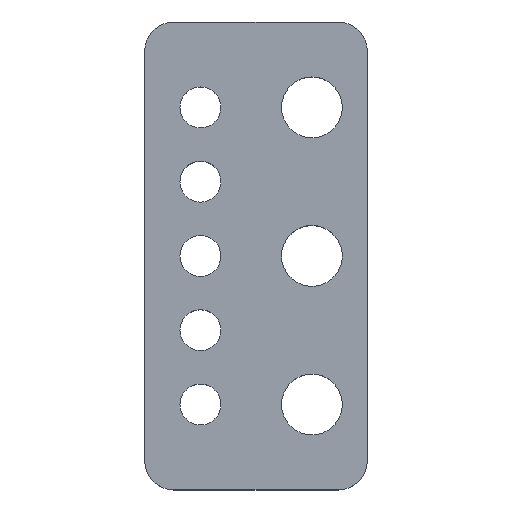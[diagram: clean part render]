
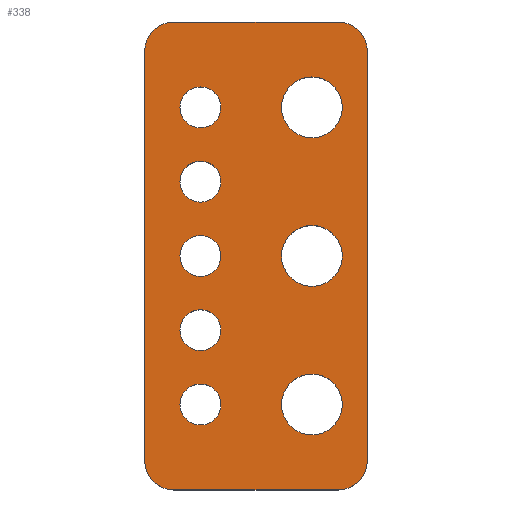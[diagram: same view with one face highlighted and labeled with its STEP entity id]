
A CAD part, top view. The second image highlights one B-rep face of the part: STEP entity #338.
In plain terms, the highlighted planar face has unit normal (0, 0, 1).
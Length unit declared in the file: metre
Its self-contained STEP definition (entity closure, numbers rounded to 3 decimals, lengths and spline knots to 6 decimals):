
#13=CIRCLE('',#356,0.0025);
#15=CIRCLE('',#360,0.0025);
#17=CIRCLE('',#364,0.0025);
#18=CIRCLE('',#367,0.0026);
#20=CIRCLE('',#370,0.00175);
#22=CIRCLE('',#373,0.0026);
#24=CIRCLE('',#376,0.0026);
#26=CIRCLE('',#379,0.00175);
#28=CIRCLE('',#382,0.00175);
#30=CIRCLE('',#385,0.00175);
#32=CIRCLE('',#388,0.00175);
#35=CIRCLE('',#392,0.0025);
#96=ORIENTED_EDGE('',*,*,#164,.F.);
#97=ORIENTED_EDGE('',*,*,#162,.F.);
#98=ORIENTED_EDGE('',*,*,#160,.F.);
#99=ORIENTED_EDGE('',*,*,#158,.F.);
#100=ORIENTED_EDGE('',*,*,#156,.F.);
#101=ORIENTED_EDGE('',*,*,#154,.F.);
#102=ORIENTED_EDGE('',*,*,#152,.F.);
#103=ORIENTED_EDGE('',*,*,#150,.F.);
#104=ORIENTED_EDGE('',*,*,#130,.F.);
#105=ORIENTED_EDGE('',*,*,#134,.T.);
#106=ORIENTED_EDGE('',*,*,#137,.F.);
#107=ORIENTED_EDGE('',*,*,#140,.T.);
#108=ORIENTED_EDGE('',*,*,#143,.T.);
#109=ORIENTED_EDGE('',*,*,#146,.T.);
#110=ORIENTED_EDGE('',*,*,#149,.T.);
#111=ORIENTED_EDGE('',*,*,#167,.T.);
#130=EDGE_CURVE('',#170,#171,#202,.T.);
#134=EDGE_CURVE('',#170,#173,#13,.T.);
#137=EDGE_CURVE('',#175,#173,#207,.T.);
#140=EDGE_CURVE('',#175,#177,#15,.T.);
#143=EDGE_CURVE('',#177,#179,#211,.T.);
#146=EDGE_CURVE('',#179,#181,#17,.T.);
#149=EDGE_CURVE('',#181,#183,#215,.T.);
#150=EDGE_CURVE('',#184,#184,#18,.T.);
#152=EDGE_CURVE('',#186,#186,#20,.T.);
#154=EDGE_CURVE('',#188,#188,#22,.T.);
#156=EDGE_CURVE('',#190,#190,#24,.T.);
#158=EDGE_CURVE('',#192,#192,#26,.T.);
#160=EDGE_CURVE('',#194,#194,#28,.T.);
#162=EDGE_CURVE('',#196,#196,#30,.T.);
#164=EDGE_CURVE('',#198,#198,#32,.T.);
#167=EDGE_CURVE('',#183,#171,#35,.T.);
#170=VERTEX_POINT('',#503);
#171=VERTEX_POINT('',#505);
#173=VERTEX_POINT('',#511);
#175=VERTEX_POINT('',#517);
#177=VERTEX_POINT('',#523);
#179=VERTEX_POINT('',#529);
#181=VERTEX_POINT('',#535);
#183=VERTEX_POINT('',#541);
#184=VERTEX_POINT('',#545);
#186=VERTEX_POINT('',#550);
#188=VERTEX_POINT('',#555);
#190=VERTEX_POINT('',#560);
#192=VERTEX_POINT('',#565);
#194=VERTEX_POINT('',#570);
#196=VERTEX_POINT('',#575);
#198=VERTEX_POINT('',#580);
#202=LINE('',#504,#218);
#207=LINE('',#518,#223);
#211=LINE('',#530,#227);
#215=LINE('',#542,#231);
#218=VECTOR('',#401,1.);
#223=VECTOR('',#414,1.);
#227=VECTOR('',#426,1.);
#231=VECTOR('',#438,1.);
#256=EDGE_LOOP('',(#96));
#257=EDGE_LOOP('',(#97));
#258=EDGE_LOOP('',(#98));
#259=EDGE_LOOP('',(#99));
#260=EDGE_LOOP('',(#100));
#261=EDGE_LOOP('',(#101));
#262=EDGE_LOOP('',(#102));
#263=EDGE_LOOP('',(#103));
#264=EDGE_LOOP('',(#104,#105,#106,#107,#108,#109,#110,#111));
#298=FACE_BOUND('',#256,.T.);
#299=FACE_BOUND('',#257,.T.);
#300=FACE_BOUND('',#258,.T.);
#301=FACE_BOUND('',#259,.T.);
#302=FACE_BOUND('',#260,.T.);
#303=FACE_BOUND('',#261,.T.);
#304=FACE_BOUND('',#262,.T.);
#305=FACE_BOUND('',#263,.T.);
#306=FACE_BOUND('',#264,.T.);
#320=PLANE('',#393);
#338=ADVANCED_FACE('',(#298,#299,#300,#301,#302,#303,#304,#305,#306),#320,
 .T.);
#356=AXIS2_PLACEMENT_3D('',#512,#408,#409);
#360=AXIS2_PLACEMENT_3D('',#524,#420,#421);
#364=AXIS2_PLACEMENT_3D('',#536,#432,#433);
#367=AXIS2_PLACEMENT_3D('',#544,#441,#442);
#370=AXIS2_PLACEMENT_3D('',#549,#447,#448);
#373=AXIS2_PLACEMENT_3D('',#554,#453,#454);
#376=AXIS2_PLACEMENT_3D('',#559,#459,#460);
#379=AXIS2_PLACEMENT_3D('',#564,#465,#466);
#382=AXIS2_PLACEMENT_3D('',#569,#471,#472);
#385=AXIS2_PLACEMENT_3D('',#574,#477,#478);
#388=AXIS2_PLACEMENT_3D('',#579,#483,#484);
#392=AXIS2_PLACEMENT_3D('',#585,#491,#492);
#393=AXIS2_PLACEMENT_3D('',#586,#493,#494);
#401=DIRECTION('',(0.,-1.,0.));
#408=DIRECTION('',(0.,0.,1.));
#409=DIRECTION('',(0.,-1.,0.));
#414=DIRECTION('',(1.,0.,0.));
#420=DIRECTION('',(0.,0.,1.));
#421=DIRECTION('',(0.,-1.,0.));
#426=DIRECTION('',(0.,-1.,0.));
#432=DIRECTION('',(0.,0.,1.));
#433=DIRECTION('',(0.,-1.,0.));
#438=DIRECTION('',(1.,0.,0.));
#441=DIRECTION('',(0.,0.,1.));
#442=DIRECTION('',(0.,-1.,0.));
#447=DIRECTION('',(0.,0.,1.));
#448=DIRECTION('',(0.,-1.,0.));
#453=DIRECTION('',(0.,0.,1.));
#454=DIRECTION('',(0.,-1.,0.));
#459=DIRECTION('',(0.,0.,1.));
#460=DIRECTION('',(0.,-1.,0.));
#465=DIRECTION('',(0.,0.,1.));
#466=DIRECTION('',(0.,-1.,0.));
#471=DIRECTION('',(0.,0.,1.));
#472=DIRECTION('',(0.,-1.,0.));
#477=DIRECTION('',(0.,0.,1.));
#478=DIRECTION('',(0.,-1.,0.));
#483=DIRECTION('',(0.,0.,1.));
#484=DIRECTION('',(0.,-1.,0.));
#491=DIRECTION('',(0.,0.,1.));
#492=DIRECTION('',(0.,-1.,0.));
#493=DIRECTION('',(0.,0.,1.));
#494=DIRECTION('',(1.,0.,0.));
#503=CARTESIAN_POINT('',(0.00635,0.0302,0.00635));
#504=CARTESIAN_POINT('',(0.00635,0.0127,0.00635));
#505=CARTESIAN_POINT('',(0.00635,-0.0048,0.00635));
#511=CARTESIAN_POINT('',(0.00385,0.0327,0.00635));
#512=CARTESIAN_POINT('',(0.00385,0.0302,0.00635));
#517=CARTESIAN_POINT('',(-0.01019,0.0327,0.00635));
#518=CARTESIAN_POINT('',(-0.00317,0.0327,0.00635));
#523=CARTESIAN_POINT('',(-0.01269,0.0302,0.00635));
#524=CARTESIAN_POINT('',(-0.01019,0.0302,0.00635));
#529=CARTESIAN_POINT('',(-0.01269,-0.0048,0.00635));
#530=CARTESIAN_POINT('',(-0.01269,0.0127,0.00635));
#535=CARTESIAN_POINT('',(-0.01019,-0.0073,0.00635));
#536=CARTESIAN_POINT('',(-0.01019,-0.0048,0.00635));
#541=CARTESIAN_POINT('',(0.00385,-0.0073,0.00635));
#542=CARTESIAN_POINT('',(-0.00317,-0.0073,0.00635));
#544=CARTESIAN_POINT('',(0.00161,0.,0.00635));
#545=CARTESIAN_POINT('',(0.00161,-0.0026,0.00635));
#549=CARTESIAN_POINT('',(-0.00792,0.,0.00635));
#550=CARTESIAN_POINT('',(-0.00792,-0.00175,0.00635));
#554=CARTESIAN_POINT('',(0.00161,0.0127,0.00635));
#555=CARTESIAN_POINT('',(0.00161,0.0101,0.00635));
#559=CARTESIAN_POINT('',(0.00161,0.0254,0.00635));
#560=CARTESIAN_POINT('',(0.00161,0.0228,0.00635));
#564=CARTESIAN_POINT('',(-0.00792,0.00635,0.00635));
#565=CARTESIAN_POINT('',(-0.00792,0.0046,0.00635));
#569=CARTESIAN_POINT('',(-0.00792,0.0127,0.00635));
#570=CARTESIAN_POINT('',(-0.00792,0.01095,0.00635));
#574=CARTESIAN_POINT('',(-0.00792,0.01905,0.00635));
#575=CARTESIAN_POINT('',(-0.00792,0.0173,0.00635));
#579=CARTESIAN_POINT('',(-0.00792,0.0254,0.00635));
#580=CARTESIAN_POINT('',(-0.00792,0.02365,0.00635));
#585=CARTESIAN_POINT('',(0.00385,-0.0048,0.00635));
#586=CARTESIAN_POINT('',(0.00933,0.0127,0.00635));
